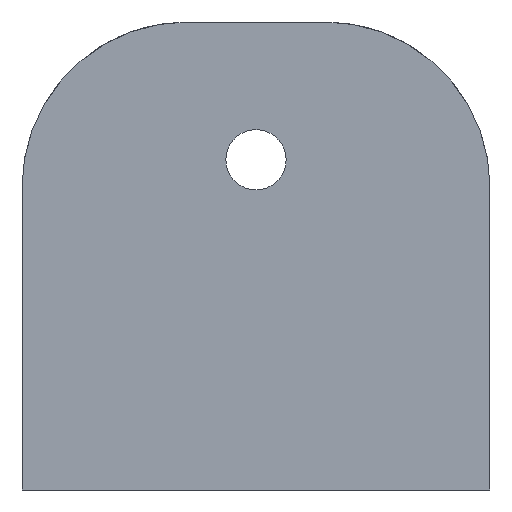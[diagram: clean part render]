
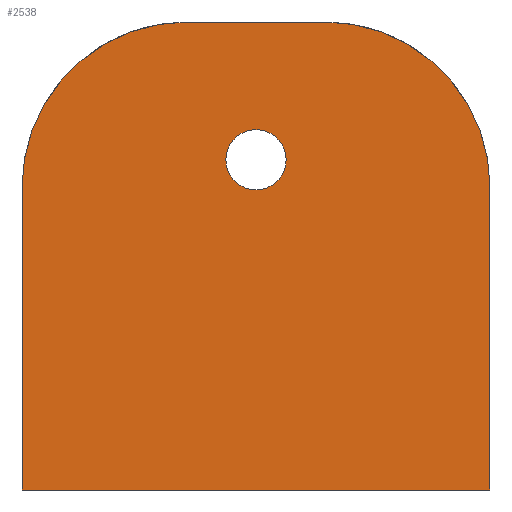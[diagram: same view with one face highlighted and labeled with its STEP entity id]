
A CAD part, left-side view. The second image highlights one B-rep face of the part: STEP entity #2538.
In plain terms, the highlighted planar face has unit normal (-1, 0, 0).
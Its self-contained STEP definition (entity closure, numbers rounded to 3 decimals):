
#61=FACE_BOUND('',#406,.T.);
#154=PLANE('',#2735);
#273=FACE_OUTER_BOUND('',#405,.T.);
#405=EDGE_LOOP('',(#2321,#2322,#2323,#2324,#2325,#2326));
#406=EDGE_LOOP('',(#2327));
#512=LINE('',#3619,#800);
#537=LINE('',#3667,#825);
#569=LINE('',#3766,#857);
#705=LINE('',#4265,#993);
#800=VECTOR('',#2919,10.);
#825=VECTOR('',#2958,10.);
#857=VECTOR('',#3030,10.);
#993=VECTOR('',#3376,10.);
#998=CIRCLE('',#2569,1.095);
#1045=CIRCLE('',#2724,6.);
#1051=CIRCLE('',#2733,6.);
#1056=VERTEX_POINT('',#3418);
#1130=VERTEX_POINT('',#3616);
#1131=VERTEX_POINT('',#3618);
#1147=VERTEX_POINT('',#3665);
#1170=VERTEX_POINT('',#3765);
#1288=VERTEX_POINT('',#4230);
#1299=VERTEX_POINT('',#4259);
#1302=EDGE_CURVE('',#1056,#1056,#998,.T.);
#1400=EDGE_CURVE('',#1130,#1131,#512,.T.);
#1425=EDGE_CURVE('',#1130,#1147,#537,.T.);
#1465=EDGE_CURVE('',#1131,#1170,#569,.T.);
#1640=EDGE_CURVE('',#1288,#1147,#1045,.T.);
#1655=EDGE_CURVE('',#1170,#1299,#1051,.T.);
#1659=EDGE_CURVE('',#1299,#1288,#705,.T.);
#2321=ORIENTED_EDGE('',*,*,#1640,.F.);
#2322=ORIENTED_EDGE('',*,*,#1659,.F.);
#2323=ORIENTED_EDGE('',*,*,#1655,.F.);
#2324=ORIENTED_EDGE('',*,*,#1465,.F.);
#2325=ORIENTED_EDGE('',*,*,#1400,.F.);
#2326=ORIENTED_EDGE('',*,*,#1425,.T.);
#2327=ORIENTED_EDGE('',*,*,#1302,.T.);
#2538=ADVANCED_FACE('',(#273,#61),#154,.T.);
#2569=AXIS2_PLACEMENT_3D('',#3419,#2759,#2760);
#2724=AXIS2_PLACEMENT_3D('',#4231,#3341,#3342);
#2733=AXIS2_PLACEMENT_3D('',#4260,#3368,#3369);
#2735=AXIS2_PLACEMENT_3D('',#4264,#3374,#3375);
#2759=DIRECTION('center_axis',(1.,0.,0.));
#2760=DIRECTION('ref_axis',(0.,-1.,0.));
#2919=DIRECTION('',(0.,1.,0.));
#2958=DIRECTION('',(0.,0.,1.));
#3030=DIRECTION('',(0.,0.,1.));
#3341=DIRECTION('center_axis',(1.,0.,0.));
#3342=DIRECTION('ref_axis',(0.,-0.707,0.707));
#3368=DIRECTION('center_axis',(1.,0.,0.));
#3369=DIRECTION('ref_axis',(0.,0.707,0.707));
#3374=DIRECTION('center_axis',(-1.,0.,0.));
#3375=DIRECTION('ref_axis',(0.,-1.,0.));
#3376=DIRECTION('',(0.,-1.,0.));
#3418=CARTESIAN_POINT('',(-52.5,1.095,11.995));
#3419=CARTESIAN_POINT('Origin',(-52.5,0.,11.995));
#3616=CARTESIAN_POINT('',(-52.5,-8.5,0.));
#3618=CARTESIAN_POINT('',(-52.5,8.5,0.));
#3619=CARTESIAN_POINT('',(-52.5,-8.5,0.));
#3665=CARTESIAN_POINT('',(-52.5,-8.5,11.));
#3667=CARTESIAN_POINT('',(-52.5,-8.5,0.));
#3765=CARTESIAN_POINT('',(-52.5,8.5,11.));
#3766=CARTESIAN_POINT('',(-52.5,8.5,0.));
#4230=CARTESIAN_POINT('',(-52.5,-2.5,17.));
#4231=CARTESIAN_POINT('Origin',(-52.5,-2.5,11.));
#4259=CARTESIAN_POINT('',(-52.5,2.5,17.));
#4260=CARTESIAN_POINT('Origin',(-52.5,2.5,11.));
#4264=CARTESIAN_POINT('Origin',(-52.5,8.5,0.));
#4265=CARTESIAN_POINT('',(-52.5,-8.5,17.));
